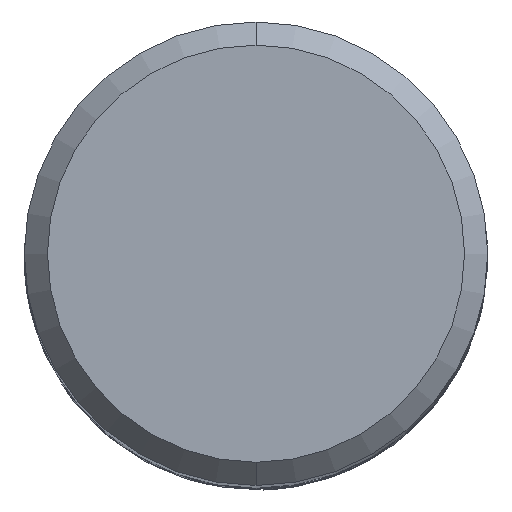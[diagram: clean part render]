
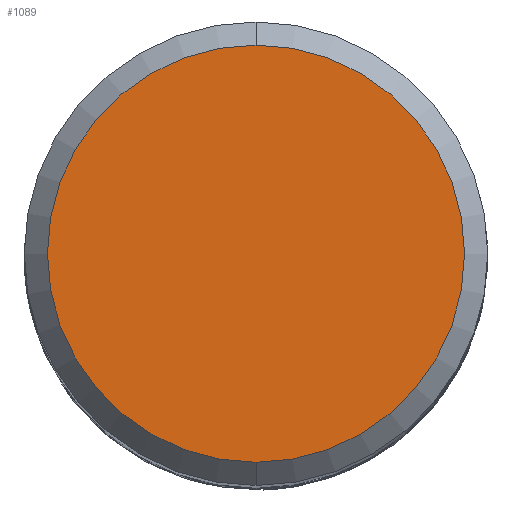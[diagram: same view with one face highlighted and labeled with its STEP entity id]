
A CAD part, top view. The second image highlights one B-rep face of the part: STEP entity #1089.
In plain terms, the highlighted planar face has unit normal (0, 0, 1).
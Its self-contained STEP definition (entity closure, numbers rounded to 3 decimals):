
#863=VERTEX_POINT('',#2037);
#1089=ADVANCED_FACE('',(#2280),#2281,.T.);
#1221=VERTEX_POINT('',#2429);
#1291=EDGE_CURVE('',#1221,#863,#2502,.T.);
#1297=EDGE_CURVE('',#863,#1221,#2508,.T.);
#2037=CARTESIAN_POINT('',(0.0,7.2,0.0));
#2280=FACE_OUTER_BOUND('',#10202,.T.);
#2281=PLANE('',#10203);
#2429=CARTESIAN_POINT('',(0.,-7.2,0.0));
#2502=CIRCLE('',#11366,7.2);
#2508=CIRCLE('',#11374,7.2);
#10202=EDGE_LOOP('',(#17299,#17300));
#10203=AXIS2_PLACEMENT_3D('',#17301,#17302,#17303);
#11366=AXIS2_PLACEMENT_3D('',#17530,#17531,#17532);
#11374=AXIS2_PLACEMENT_3D('',#17536,#17537,#17538);
#17299=ORIENTED_EDGE('',*,*,#1297,.F.);
#17300=ORIENTED_EDGE('',*,*,#1291,.F.);
#17301=CARTESIAN_POINT('',(0.0,3.6,0.0));
#17302=DIRECTION('',(-0.0,0.0,1.0));
#17303=DIRECTION('',(0.0,-1.0,0.0));
#17530=CARTESIAN_POINT('',(0.0,0.0,0.0));
#17531=DIRECTION('',(0.0,0.0,-1.0));
#17532=DIRECTION('',(0.0,1.0,0.0));
#17536=CARTESIAN_POINT('',(0.0,0.0,0.0));
#17537=DIRECTION('',(0.0,0.0,-1.0));
#17538=DIRECTION('',(0.0,1.0,0.0));
